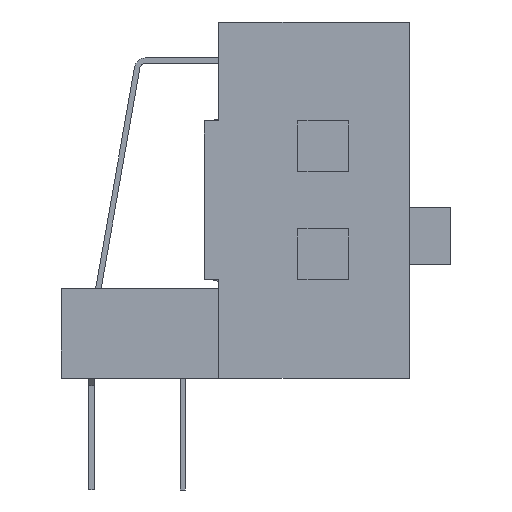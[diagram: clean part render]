
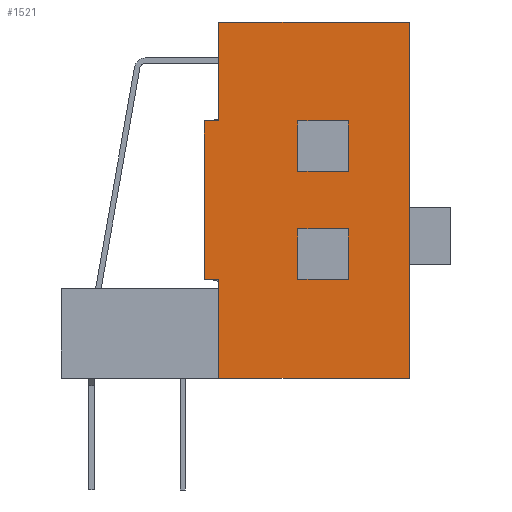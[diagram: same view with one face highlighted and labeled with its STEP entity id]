
A CAD part, left-side view. The second image highlights one B-rep face of the part: STEP entity #1521.
In plain terms, the highlighted planar face has unit normal (-1, 0, 0).
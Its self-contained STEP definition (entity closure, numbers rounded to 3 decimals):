
#517 = VERTEX_POINT('',#518);
#518 = CARTESIAN_POINT('',(-3.04,-2.3,0.05));
#526 = VERTEX_POINT('',#527);
#527 = CARTESIAN_POINT('',(-3.04,-7.6,0.05));
#533 = EDGE_CURVE('',#517,#526,#534,.T.);
#534 = LINE('',#535,#536);
#535 = CARTESIAN_POINT('',(-3.04,-7.6,0.05));
#536 = VECTOR('',#537,1.);
#537 = DIRECTION('',(0.,-1.,0.));
#597 = EDGE_CURVE('',#598,#517,#600,.T.);
#598 = VERTEX_POINT('',#599);
#599 = CARTESIAN_POINT('',(-3.04,-2.3,2.8));
#600 = LINE('',#601,#602);
#601 = CARTESIAN_POINT('',(-3.04,-2.3,2.8));
#602 = VECTOR('',#603,1.);
#603 = DIRECTION('',(0.,0.,-1.));
#814 = VERTEX_POINT('',#815);
#815 = CARTESIAN_POINT('',(-3.04,-2.3,7.2));
#821 = EDGE_CURVE('',#822,#814,#824,.T.);
#822 = VERTEX_POINT('',#823);
#823 = CARTESIAN_POINT('',(-3.04,-2.3,9.95));
#824 = LINE('',#825,#826);
#825 = CARTESIAN_POINT('',(-3.04,-2.3,9.95));
#826 = VECTOR('',#827,1.);
#827 = DIRECTION('',(0.,0.,-1.));
#859 = EDGE_CURVE('',#860,#822,#862,.T.);
#860 = VERTEX_POINT('',#861);
#861 = CARTESIAN_POINT('',(-3.04,-7.6,9.95));
#862 = LINE('',#863,#864);
#863 = CARTESIAN_POINT('',(-3.04,-7.6,9.95));
#864 = VECTOR('',#865,1.);
#865 = DIRECTION('',(0.,1.,0.));
#1191 = EDGE_CURVE('',#860,#526,#1192,.T.);
#1192 = LINE('',#1193,#1194);
#1193 = CARTESIAN_POINT('',(-3.04,-7.6,5.));
#1194 = VECTOR('',#1195,1.);
#1195 = DIRECTION('',(0.,0.,-1.));
#1521 = ADVANCED_FACE('',(#1522,#1556,#1585),#1619,.F.);
#1522 = FACE_BOUND('',#1523,.T.);
#1523 = EDGE_LOOP('',(#1524,#1534,#1542,#1550));
#1524 = ORIENTED_EDGE('',*,*,#1525,.F.);
#1525 = EDGE_CURVE('',#1526,#1528,#1530,.T.);
#1526 = VERTEX_POINT('',#1527);
#1527 = CARTESIAN_POINT('',(-3.04,-5.9,2.8));
#1528 = VERTEX_POINT('',#1529);
#1529 = CARTESIAN_POINT('',(-3.04,-5.9,4.2));
#1530 = LINE('',#1531,#1532);
#1531 = CARTESIAN_POINT('',(-3.04,-5.9,9.95));
#1532 = VECTOR('',#1533,1.);
#1533 = DIRECTION('',(0.,0.,1.));
#1534 = ORIENTED_EDGE('',*,*,#1535,.F.);
#1535 = EDGE_CURVE('',#1536,#1526,#1538,.T.);
#1536 = VERTEX_POINT('',#1537);
#1537 = CARTESIAN_POINT('',(-3.04,-4.5,2.8));
#1538 = LINE('',#1539,#1540);
#1539 = CARTESIAN_POINT('',(-3.04,-7.6,2.8));
#1540 = VECTOR('',#1541,1.);
#1541 = DIRECTION('',(0.,-1.,0.));
#1542 = ORIENTED_EDGE('',*,*,#1543,.F.);
#1543 = EDGE_CURVE('',#1544,#1536,#1546,.T.);
#1544 = VERTEX_POINT('',#1545);
#1545 = CARTESIAN_POINT('',(-3.04,-4.5,4.2));
#1546 = LINE('',#1547,#1548);
#1547 = CARTESIAN_POINT('',(-3.04,-4.5,9.95));
#1548 = VECTOR('',#1549,1.);
#1549 = DIRECTION('',(0.,0.,-1.));
#1550 = ORIENTED_EDGE('',*,*,#1551,.F.);
#1551 = EDGE_CURVE('',#1528,#1544,#1552,.T.);
#1552 = LINE('',#1553,#1554);
#1553 = CARTESIAN_POINT('',(-3.04,-7.6,4.2));
#1554 = VECTOR('',#1555,1.);
#1555 = DIRECTION('',(0.,1.,0.));
#1556 = FACE_BOUND('',#1557,.T.);
#1557 = EDGE_LOOP('',(#1558,#1559,#1560,#1561,#1562,#1563,#1571,#1579));
#1558 = ORIENTED_EDGE('',*,*,#597,.T.);
#1559 = ORIENTED_EDGE('',*,*,#533,.T.);
#1560 = ORIENTED_EDGE('',*,*,#1191,.F.);
#1561 = ORIENTED_EDGE('',*,*,#859,.T.);
#1562 = ORIENTED_EDGE('',*,*,#821,.T.);
#1563 = ORIENTED_EDGE('',*,*,#1564,.F.);
#1564 = EDGE_CURVE('',#1565,#814,#1567,.T.);
#1565 = VERTEX_POINT('',#1566);
#1566 = CARTESIAN_POINT('',(-3.04,-1.9,7.2));
#1567 = LINE('',#1568,#1569);
#1568 = CARTESIAN_POINT('',(-3.04,-7.6,7.2));
#1569 = VECTOR('',#1570,1.);
#1570 = DIRECTION('',(0.,-1.,0.));
#1571 = ORIENTED_EDGE('',*,*,#1572,.F.);
#1572 = EDGE_CURVE('',#1573,#1565,#1575,.T.);
#1573 = VERTEX_POINT('',#1574);
#1574 = CARTESIAN_POINT('',(-3.04,-1.9,2.8));
#1575 = LINE('',#1576,#1577);
#1576 = CARTESIAN_POINT('',(-3.04,-1.9,9.95));
#1577 = VECTOR('',#1578,1.);
#1578 = DIRECTION('',(0.,0.,1.));
#1579 = ORIENTED_EDGE('',*,*,#1580,.F.);
#1580 = EDGE_CURVE('',#598,#1573,#1581,.T.);
#1581 = LINE('',#1582,#1583);
#1582 = CARTESIAN_POINT('',(-3.04,-7.6,2.8));
#1583 = VECTOR('',#1584,1.);
#1584 = DIRECTION('',(0.,1.,0.));
#1585 = FACE_BOUND('',#1586,.T.);
#1586 = EDGE_LOOP('',(#1587,#1597,#1605,#1613));
#1587 = ORIENTED_EDGE('',*,*,#1588,.F.);
#1588 = EDGE_CURVE('',#1589,#1591,#1593,.T.);
#1589 = VERTEX_POINT('',#1590);
#1590 = CARTESIAN_POINT('',(-3.04,-5.9,5.8));
#1591 = VERTEX_POINT('',#1592);
#1592 = CARTESIAN_POINT('',(-3.04,-5.9,7.2));
#1593 = LINE('',#1594,#1595);
#1594 = CARTESIAN_POINT('',(-3.04,-5.9,9.95));
#1595 = VECTOR('',#1596,1.);
#1596 = DIRECTION('',(0.,0.,1.));
#1597 = ORIENTED_EDGE('',*,*,#1598,.F.);
#1598 = EDGE_CURVE('',#1599,#1589,#1601,.T.);
#1599 = VERTEX_POINT('',#1600);
#1600 = CARTESIAN_POINT('',(-3.04,-4.5,5.8));
#1601 = LINE('',#1602,#1603);
#1602 = CARTESIAN_POINT('',(-3.04,-7.6,5.8));
#1603 = VECTOR('',#1604,1.);
#1604 = DIRECTION('',(0.,-1.,0.));
#1605 = ORIENTED_EDGE('',*,*,#1606,.F.);
#1606 = EDGE_CURVE('',#1607,#1599,#1609,.T.);
#1607 = VERTEX_POINT('',#1608);
#1608 = CARTESIAN_POINT('',(-3.04,-4.5,7.2));
#1609 = LINE('',#1610,#1611);
#1610 = CARTESIAN_POINT('',(-3.04,-4.5,9.95));
#1611 = VECTOR('',#1612,1.);
#1612 = DIRECTION('',(0.,0.,-1.));
#1613 = ORIENTED_EDGE('',*,*,#1614,.F.);
#1614 = EDGE_CURVE('',#1591,#1607,#1615,.T.);
#1615 = LINE('',#1616,#1617);
#1616 = CARTESIAN_POINT('',(-3.04,-7.6,7.2));
#1617 = VECTOR('',#1618,1.);
#1618 = DIRECTION('',(0.,1.,0.));
#1619 = PLANE('',#1620);
#1620 = AXIS2_PLACEMENT_3D('',#1621,#1622,#1623);
#1621 = CARTESIAN_POINT('',(-3.04,-7.6,9.95));
#1622 = DIRECTION('',(1.,0.,0.));
#1623 = DIRECTION('',(0.,0.,1.));
